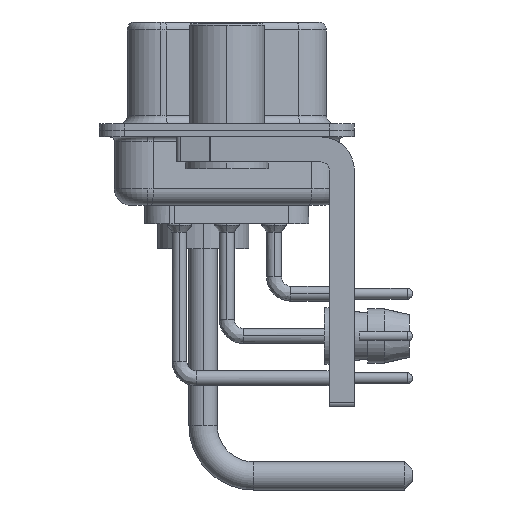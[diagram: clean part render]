
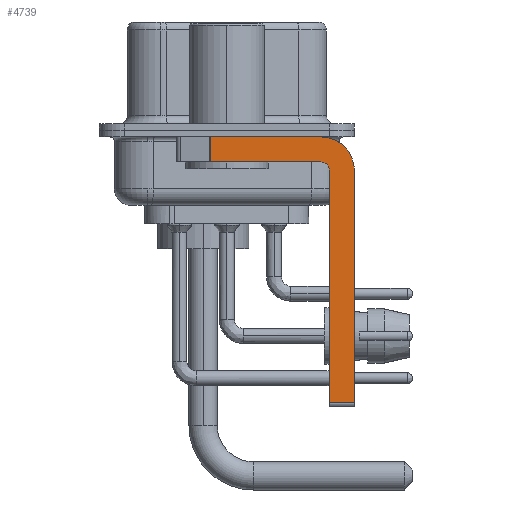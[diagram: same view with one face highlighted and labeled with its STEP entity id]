
A CAD part, left-side view. The second image highlights one B-rep face of the part: STEP entity #4739.
In plain terms, the highlighted planar face has unit normal (-1, 0, 0).
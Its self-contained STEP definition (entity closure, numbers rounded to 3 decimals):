
#564 = CARTESIAN_POINT ( 'NONE',  ( -2.9, 0.978, -0.4 ) ) ;
#1270 = EDGE_CURVE ( 'NONE', #32838, #10965, #29381, .T. ) ;
#1584 = EDGE_CURVE ( 'NONE', #23200, #35281, #5523, .T. ) ;
#2276 = DIRECTION ( 'NONE',  ( 0., 0., -1. ) ) ;
#2307 = EDGE_CURVE ( 'NONE', #23200, #23625, #30112, .T. ) ;
#2752 = LINE ( 'NONE', #31327, #36792 ) ;
#4021 = CARTESIAN_POINT ( 'NONE',  ( -2.9, -7.65, -2.4 ) ) ;
#4739 = ADVANCED_FACE ( 'NONE', ( #27690 ), #40740, .F. ) ;
#4881 = CARTESIAN_POINT ( 'NONE',  ( -2.9, -5.65, -0.4 ) ) ;
#5523 = LINE ( 'NONE', #12241, #8593 ) ;
#5791 = DIRECTION ( 'NONE',  ( 0., 0., 1. ) ) ;
#6590 = VECTOR ( 'NONE', #37326, 1000. ) ;
#6952 = AXIS2_PLACEMENT_3D ( 'NONE', #15531, #24767, #22813 ) ;
#8432 = ORIENTED_EDGE ( 'NONE', *, *, #26572, .F. ) ;
#8593 = VECTOR ( 'NONE', #30924, 1000. ) ;
#8697 = ORIENTED_EDGE ( 'NONE', *, *, #24764, .T. ) ;
#9151 = CARTESIAN_POINT ( 'NONE',  ( -2.9, -5.65, -2.4 ) ) ;
#10802 = LINE ( 'NONE', #20447, #26625 ) ;
#10965 = VERTEX_POINT ( 'NONE', #24386 ) ;
#11239 = ORIENTED_EDGE ( 'NONE', *, *, #1584, .F. ) ;
#12241 = CARTESIAN_POINT ( 'NONE',  ( -2.9, 3., -0.4 ) ) ;
#12567 = DIRECTION ( 'NONE',  ( 0., 0., -1. ) ) ;
#12899 = ORIENTED_EDGE ( 'NONE', *, *, #1270, .F. ) ;
#12964 = ORIENTED_EDGE ( 'NONE', *, *, #2307, .T. ) ;
#12986 = EDGE_LOOP ( 'NONE', ( #11239, #12964, #8432, #12899, #15210, #8697, #15216, #24180 ) ) ;
#13994 = VECTOR ( 'NONE', #12567, 1000. ) ;
#14152 = CARTESIAN_POINT ( 'NONE',  ( -2.9, 0.978, -1.9 ) ) ;
#14206 = VERTEX_POINT ( 'NONE', #15879 ) ;
#14335 = CIRCLE ( 'NONE', #6952, 2. ) ;
#14706 = DIRECTION ( 'NONE',  ( 1., 0., 0. ) ) ;
#15210 = ORIENTED_EDGE ( 'NONE', *, *, #27553, .F. ) ;
#15216 = ORIENTED_EDGE ( 'NONE', *, *, #33372, .F. ) ;
#15300 = AXIS2_PLACEMENT_3D ( 'NONE', #9151, #24461, #5791 ) ;
#15531 = CARTESIAN_POINT ( 'NONE',  ( -2.9, -5.65, -2.4 ) ) ;
#15879 = CARTESIAN_POINT ( 'NONE',  ( -2.9, -6.15, -16.35 ) ) ;
#15987 = DIRECTION ( 'NONE',  ( 0., 1., 0. ) ) ;
#16235 = VERTEX_POINT ( 'NONE', #37428 ) ;
#16299 = CARTESIAN_POINT ( 'NONE',  ( -2.9, -7.65, -2.4 ) ) ;
#18816 = CARTESIAN_POINT ( 'NONE',  ( -2.9, -6.15, -16.6 ) ) ;
#20261 = AXIS2_PLACEMENT_3D ( 'NONE', #28297, #14706, #2276 ) ;
#20447 = CARTESIAN_POINT ( 'NONE',  ( -2.9, -5.65, -16.35 ) ) ;
#22193 = LINE ( 'NONE', #16299, #13994 ) ;
#22813 = DIRECTION ( 'NONE',  ( 0., 0., -1. ) ) ;
#23200 = VERTEX_POINT ( 'NONE', #564 ) ;
#23625 = VERTEX_POINT ( 'NONE', #35933 ) ;
#24180 = ORIENTED_EDGE ( 'NONE', *, *, #40374, .F. ) ;
#24386 = CARTESIAN_POINT ( 'NONE',  ( -2.9, -5.65, -1.9 ) ) ;
#24461 = DIRECTION ( 'NONE',  ( -1., 0., 0. ) ) ;
#24764 = EDGE_CURVE ( 'NONE', #14206, #16235, #10802, .T. ) ;
#24767 = DIRECTION ( 'NONE',  ( 1., 0., 0. ) ) ;
#26572 = EDGE_CURVE ( 'NONE', #10965, #23625, #2752, .T. ) ;
#26625 = VECTOR ( 'NONE', #33254, 1000. ) ;
#27372 = DIRECTION ( 'NONE',  ( 0., 0., -1. ) ) ;
#27553 = EDGE_CURVE ( 'NONE', #14206, #32838, #37729, .T. ) ;
#27690 = FACE_OUTER_BOUND ( 'NONE', #12986, .T. ) ;
#28297 = CARTESIAN_POINT ( 'NONE',  ( -2.9, -5.65, -2.4 ) ) ;
#29381 = CIRCLE ( 'NONE', #15300, 0.5 ) ;
#30112 = LINE ( 'NONE', #14152, #39689 ) ;
#30924 = DIRECTION ( 'NONE',  ( 0., -1., 0. ) ) ;
#31327 = CARTESIAN_POINT ( 'NONE',  ( -2.9, -5.65, -1.9 ) ) ;
#31461 = VERTEX_POINT ( 'NONE', #4021 ) ;
#32838 = VERTEX_POINT ( 'NONE', #39568 ) ;
#33254 = DIRECTION ( 'NONE',  ( 0., -1., 0. ) ) ;
#33372 = EDGE_CURVE ( 'NONE', #31461, #16235, #22193, .T. ) ;
#35281 = VERTEX_POINT ( 'NONE', #4881 ) ;
#35933 = CARTESIAN_POINT ( 'NONE',  ( -2.9, 0.978, -1.9 ) ) ;
#36792 = VECTOR ( 'NONE', #15987, 1000. ) ;
#37326 = DIRECTION ( 'NONE',  ( 0., 0., 1. ) ) ;
#37428 = CARTESIAN_POINT ( 'NONE',  ( -2.9, -7.65, -16.35 ) ) ;
#37729 = LINE ( 'NONE', #18816, #6590 ) ;
#39568 = CARTESIAN_POINT ( 'NONE',  ( -2.9, -6.15, -2.4 ) ) ;
#39689 = VECTOR ( 'NONE', #27372, 1000. ) ;
#40374 = EDGE_CURVE ( 'NONE', #35281, #31461, #14335, .T. ) ;
#40740 = PLANE ( 'NONE',  #20261 ) ;
